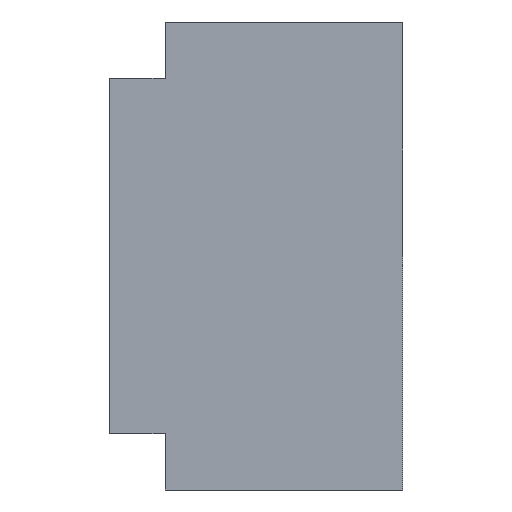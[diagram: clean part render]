
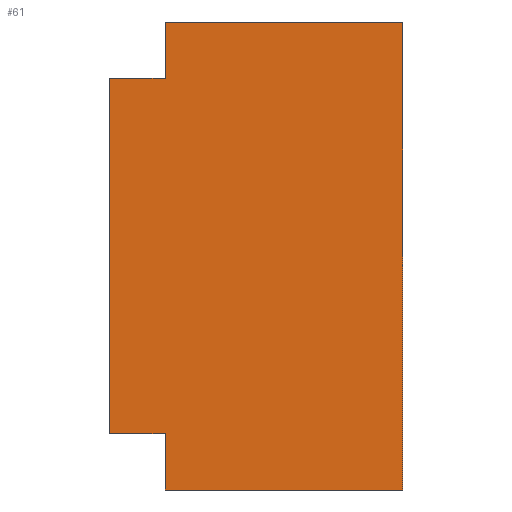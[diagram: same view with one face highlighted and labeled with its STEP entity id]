
A CAD part, left-side view. The second image highlights one B-rep face of the part: STEP entity #61.
In plain terms, the highlighted planar face has unit normal (-1, 0, 0).
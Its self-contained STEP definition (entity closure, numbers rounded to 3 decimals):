
#61=ADVANCED_FACE('',(#95),#96,.F.);
#95=FACE_OUTER_BOUND('',#129,.T.);
#96=PLANE('',#130);
#129=EDGE_LOOP('',(#244,#245,#246,#247,#248,#249,#250,#251));
#130=AXIS2_PLACEMENT_3D('',#252,#253,#254);
#244=ORIENTED_EDGE('',*,*,#292,.F.);
#245=ORIENTED_EDGE('',*,*,#271,.T.);
#246=ORIENTED_EDGE('',*,*,#275,.T.);
#247=ORIENTED_EDGE('',*,*,#278,.T.);
#248=ORIENTED_EDGE('',*,*,#281,.T.);
#249=ORIENTED_EDGE('',*,*,#284,.F.);
#250=ORIENTED_EDGE('',*,*,#287,.F.);
#251=ORIENTED_EDGE('',*,*,#290,.F.);
#252=CARTESIAN_POINT('',(0.,2.041,3.35));
#253=DIRECTION('',(1.0,0.0,0.));
#254=DIRECTION('',(0.,0.0,-1.0));
#271=EDGE_CURVE('',#320,#318,#321,.T.);
#275=EDGE_CURVE('',#318,#325,#327,.T.);
#278=EDGE_CURVE('',#325,#330,#332,.T.);
#281=EDGE_CURVE('',#330,#335,#337,.T.);
#284=EDGE_CURVE('',#340,#335,#342,.T.);
#287=EDGE_CURVE('',#345,#340,#347,.T.);
#290=EDGE_CURVE('',#350,#345,#352,.T.);
#292=EDGE_CURVE('',#320,#350,#354,.T.);
#318=VERTEX_POINT('',#387);
#320=VERTEX_POINT('',#390);
#321=LINE('',#391,#392);
#325=VERTEX_POINT('',#398);
#327=LINE('',#401,#402);
#330=VERTEX_POINT('',#406);
#332=LINE('',#409,#410);
#335=VERTEX_POINT('',#414);
#337=LINE('',#417,#418);
#340=VERTEX_POINT('',#422);
#342=LINE('',#425,#426);
#345=VERTEX_POINT('',#430);
#347=LINE('',#433,#434);
#350=VERTEX_POINT('',#438);
#352=LINE('',#441,#442);
#354=LINE('',#445,#446);
#387=CARTESIAN_POINT('',(0.,3.4,6.7));
#390=CARTESIAN_POINT('',(0.0,0.0,6.7));
#391=CARTESIAN_POINT('',(0.0,0.0,6.7));
#392=VECTOR('',#479,1.0);
#398=CARTESIAN_POINT('',(0.,3.4,5.896));
#401=CARTESIAN_POINT('',(0.,3.4,6.7));
#402=VECTOR('',#483,1.0);
#406=CARTESIAN_POINT('',(0.,4.2,5.896));
#409=CARTESIAN_POINT('',(0.,3.4,5.896));
#410=VECTOR('',#486,1.0);
#414=CARTESIAN_POINT('',(0.,4.2,0.804));
#417=CARTESIAN_POINT('',(0.,4.2,5.896));
#418=VECTOR('',#489,1.0);
#422=CARTESIAN_POINT('',(0.,3.4,0.804));
#425=CARTESIAN_POINT('',(0.,3.4,0.804));
#426=VECTOR('',#492,1.0);
#430=CARTESIAN_POINT('',(0.,3.4,0.0));
#433=CARTESIAN_POINT('',(0.,3.4,0.0));
#434=VECTOR('',#495,1.0);
#438=CARTESIAN_POINT('',(0.,0.0,0.0));
#441=CARTESIAN_POINT('',(0.,0.0,0.0));
#442=VECTOR('',#498,1.0);
#445=CARTESIAN_POINT('',(0.0,0.0,6.7));
#446=VECTOR('',#500,1.0);
#479=DIRECTION('',(0.,1.0,0.));
#483=DIRECTION('',(0.,0.0,-1.0));
#486=DIRECTION('',(0.0,1.0,0.0));
#489=DIRECTION('',(0.,0.0,-1.0));
#492=DIRECTION('',(0.0,1.0,0.0));
#495=DIRECTION('',(0.,0.0,1.0));
#498=DIRECTION('',(0.0,1.0,0.0));
#500=DIRECTION('',(0.,0.0,-1.0));
